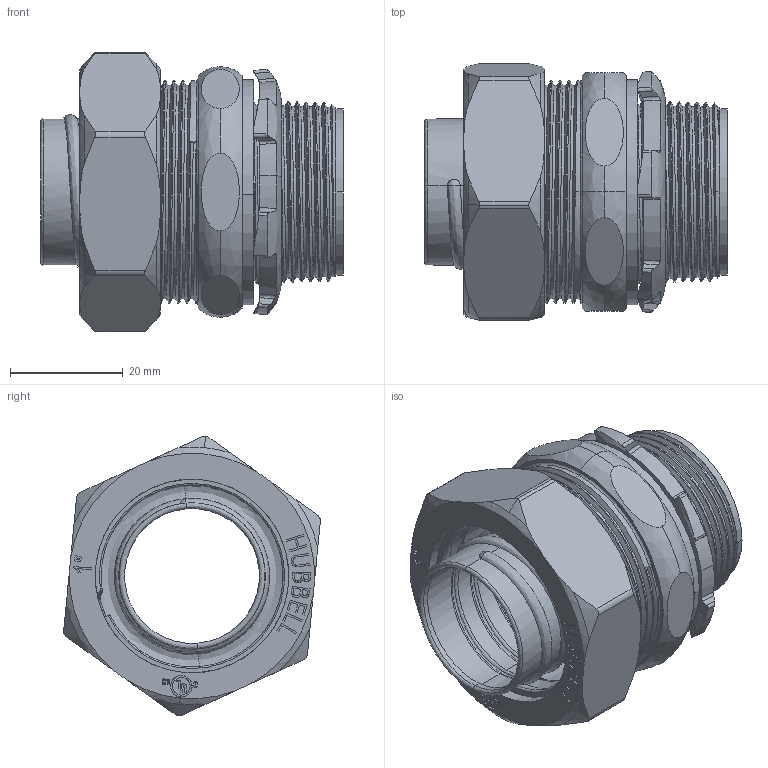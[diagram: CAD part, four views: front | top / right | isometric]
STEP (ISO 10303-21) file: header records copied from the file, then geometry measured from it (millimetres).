
FILE_DESCRIPTION (( 'STEP AP214' ), '1' );
FILE_NAME ('3514-8.STEP', '2016-02-24T16:04:07', ( '' ), ( '' ), 'SwSTEP 2.0', 'SolidWorks 2014', '' );
FILE_SCHEMA (( 'AUTOMOTIVE_DESIGN' ));
Length unit declared in the file: inch
Products named in the file (8): 3404 STRAIGHT BODY; 3514-8; 3514RAC INSULATION BUSHING_INSTALLED; 3404 LOCK NUT; 3404 SEAL_1; 3404 COMPRESSION NUT HEX_1; 3404 GLAND RING_CLOSED; 3404 FERRULE_installed
Assembly tree (7 placements, depth 2):
  3514-8
    3404 STRAIGHT BODY
    3404 FERRULE_installed
    3404 GLAND RING_CLOSED
    3404 COMPRESSION NUT HEX_1
    3404 SEAL_1
    3404 LOCK NUT
    3514RAC INSULATION BUSHING_INSTALLED
Bounding box: 53.77 x 45.59 x 49.63 mm (x, y, z)
Volume: 19662.4 mm3; surface area: 31770.9 mm2
Topology: 7 solids, 7 shells, 502 faces, 1336 edges, 869 vertices
Faces by surface type: plane 186, bspline 143, cylinder 99, cone 74
Entity records: 42419 total; most frequent: CARTESIAN_POINT 24671, ORIENTED_EDGE 2670, DIRECTION 1676, EDGE_CURVE 1335, VERTEX_POINT 869, AXIS2_PLACEMENT_3D 581, EDGE_LOOP 536, LENGTH_MEASURE_WITH_UNIT 524
